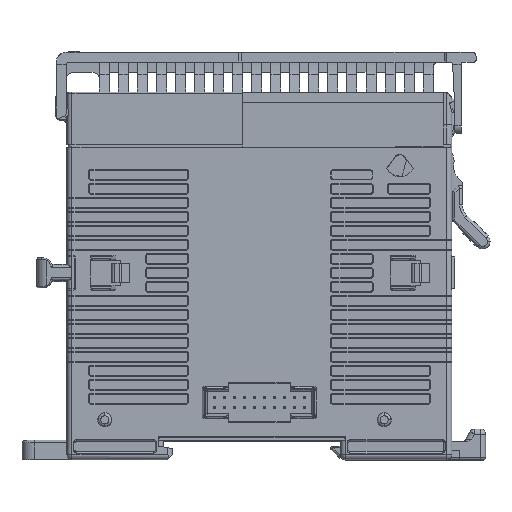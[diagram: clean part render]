
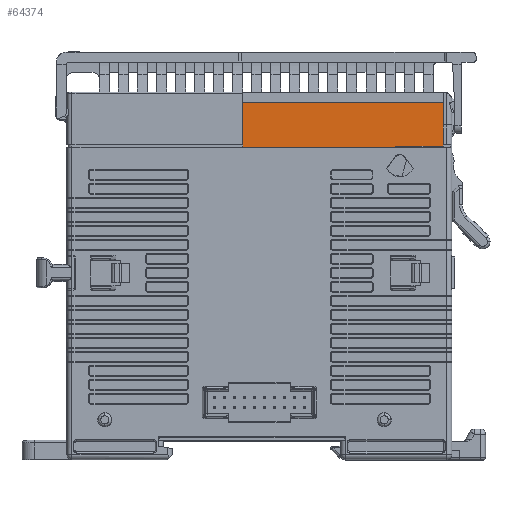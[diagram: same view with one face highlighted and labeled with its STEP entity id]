
A CAD part, left-side view. The second image highlights one B-rep face of the part: STEP entity #64374.
In plain terms, the highlighted planar face has unit normal (-1, 0, 0).
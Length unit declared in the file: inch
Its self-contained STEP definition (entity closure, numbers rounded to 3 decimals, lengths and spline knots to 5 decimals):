
#2535 = VECTOR ( 'NONE', #148442, 39.37008 ) ;
#8822 = EDGE_CURVE ( 'NONE', #149103, #67479, #41129, .T. ) ;
#9322 = VECTOR ( 'NONE', #140153, 39.37008 ) ;
#16295 = CARTESIAN_POINT ( 'NONE',  ( 0.33197, 0.97126, 2.30392 ) ) ;
#18187 = DIRECTION ( 'NONE',  ( 0., 0., 1. ) ) ;
#19157 = LINE ( 'NONE', #68923, #94626 ) ;
#22928 = EDGE_CURVE ( 'NONE', #122419, #87311, #104840, .T. ) ;
#39630 = ORIENTED_EDGE ( 'NONE', *, *, #102499, .T. ) ;
#41129 = LINE ( 'NONE', #16295, #93462 ) ;
#41471 = CARTESIAN_POINT ( 'NONE',  ( 0.33197, 1.43701, 2.30392 ) ) ;
#44630 = CARTESIAN_POINT ( 'NONE',  ( 0.33197, 0.97126, 2.30263 ) ) ;
#45308 = EDGE_CURVE ( 'NONE', #81710, #158416, #158641, .T. ) ;
#46978 = EDGE_CURVE ( 'NONE', #149103, #158416, #19157, .T. ) ;
#47331 = ORIENTED_EDGE ( 'NONE', *, *, #127125, .T. ) ;
#48197 = EDGE_CURVE ( 'NONE', #81710, #72988, #110755, .T. ) ;
#50232 = CARTESIAN_POINT ( 'NONE',  ( 0.33197, 0.97126, 2.30263 ) ) ;
#58625 = LINE ( 'NONE', #121205, #69945 ) ;
#58880 = CARTESIAN_POINT ( 'NONE',  ( 0.33197, 1.43701, 2.30392 ) ) ;
#59311 = CARTESIAN_POINT ( 'NONE',  ( 0.33197, 1.44882, 2.66022 ) ) ;
#59474 = VECTOR ( 'NONE', #94423, 39.37008 ) ;
#64374 = ADVANCED_FACE ( 'NONE', ( #122792 ), #133258, .F. ) ;
#65589 = LINE ( 'NONE', #41471, #87701 ) ;
#67479 = VERTEX_POINT ( 'NONE', #58880 ) ;
#68708 = VECTOR ( 'NONE', #108096, 39.37008 ) ;
#68923 = CARTESIAN_POINT ( 'NONE',  ( 0.33197, -1.43701, 2.30392 ) ) ;
#69945 = VECTOR ( 'NONE', #72263, 39.37008 ) ;
#71512 = CARTESIAN_POINT ( 'NONE',  ( 0.33197, 0.97126, 2.64053 ) ) ;
#72064 = ORIENTED_EDGE ( 'NONE', *, *, #8822, .F. ) ;
#72263 = DIRECTION ( 'NONE',  ( 0., 1., 0. ) ) ;
#72988 = VERTEX_POINT ( 'NONE', #141888 ) ;
#74649 = CARTESIAN_POINT ( 'NONE',  ( 0.33197, -1.44882, 2.30589 ) ) ;
#79189 = LINE ( 'NONE', #91231, #9322 ) ;
#81710 = VERTEX_POINT ( 'NONE', #152881 ) ;
#86912 = CARTESIAN_POINT ( 'NONE',  ( 0.33197, 1.43701, 2.30263 ) ) ;
#87311 = VERTEX_POINT ( 'NONE', #153667 ) ;
#87701 = VECTOR ( 'NONE', #18187, 39.37008 ) ;
#88134 = EDGE_CURVE ( 'NONE', #87311, #130332, #79189, .T. ) ;
#89608 = ORIENTED_EDGE ( 'NONE', *, *, #22928, .F. ) ;
#89832 = AXIS2_PLACEMENT_3D ( 'NONE', #71512, #146074, #121991 ) ;
#90132 = DIRECTION ( 'NONE',  ( 0., 1., 0. ) ) ;
#91231 = CARTESIAN_POINT ( 'NONE',  ( 0.33197, 1.44882, 2.30589 ) ) ;
#93462 = VECTOR ( 'NONE', #90132, 39.37008 ) ;
#93806 = DIRECTION ( 'NONE',  ( 0., 0., -1. ) ) ;
#94423 = DIRECTION ( 'NONE',  ( 0., 1., 0. ) ) ;
#94626 = VECTOR ( 'NONE', #93806, 39.37008 ) ;
#102499 = EDGE_CURVE ( 'NONE', #122419, #67479, #65589, .T. ) ;
#104840 = LINE ( 'NONE', #44630, #59474 ) ;
#108096 = DIRECTION ( 'NONE',  ( 0., 1., 0. ) ) ;
#110755 = LINE ( 'NONE', #74649, #2535 ) ;
#111387 = ORIENTED_EDGE ( 'NONE', *, *, #48197, .T. ) ;
#113796 = ORIENTED_EDGE ( 'NONE', *, *, #46978, .T. ) ;
#121205 = CARTESIAN_POINT ( 'NONE',  ( 0.33197, -0.05906, 2.66022 ) ) ;
#121991 = DIRECTION ( 'NONE',  ( 0., 1., 0. ) ) ;
#122419 = VERTEX_POINT ( 'NONE', #86912 ) ;
#122792 = FACE_OUTER_BOUND ( 'NONE', #143947, .T. ) ;
#127125 = EDGE_CURVE ( 'NONE', #72988, #130332, #58625, .T. ) ;
#130332 = VERTEX_POINT ( 'NONE', #59311 ) ;
#132823 = ORIENTED_EDGE ( 'NONE', *, *, #88134, .F. ) ;
#133258 = PLANE ( 'NONE',  #89832 ) ;
#133543 = ORIENTED_EDGE ( 'NONE', *, *, #45308, .F. ) ;
#140153 = DIRECTION ( 'NONE',  ( 0., 0., 1. ) ) ;
#141888 = CARTESIAN_POINT ( 'NONE',  ( 0.33197, -1.44882, 2.66022 ) ) ;
#141916 = CARTESIAN_POINT ( 'NONE',  ( 0.33197, -1.43701, 2.30392 ) ) ;
#143947 = EDGE_LOOP ( 'NONE', ( #132823, #89608, #39630, #72064, #113796, #133543, #111387, #47331 ) ) ;
#145946 = CARTESIAN_POINT ( 'NONE',  ( 0.33197, -1.43701, 2.30263 ) ) ;
#146074 = DIRECTION ( 'NONE',  ( 1., 0., 0. ) ) ;
#148442 = DIRECTION ( 'NONE',  ( 0., 0., 1. ) ) ;
#149103 = VERTEX_POINT ( 'NONE', #141916 ) ;
#152881 = CARTESIAN_POINT ( 'NONE',  ( 0.33197, -1.44882, 2.30263 ) ) ;
#153667 = CARTESIAN_POINT ( 'NONE',  ( 0.33197, 1.44882, 2.30263 ) ) ;
#158416 = VERTEX_POINT ( 'NONE', #145946 ) ;
#158641 = LINE ( 'NONE', #50232, #68708 ) ;
